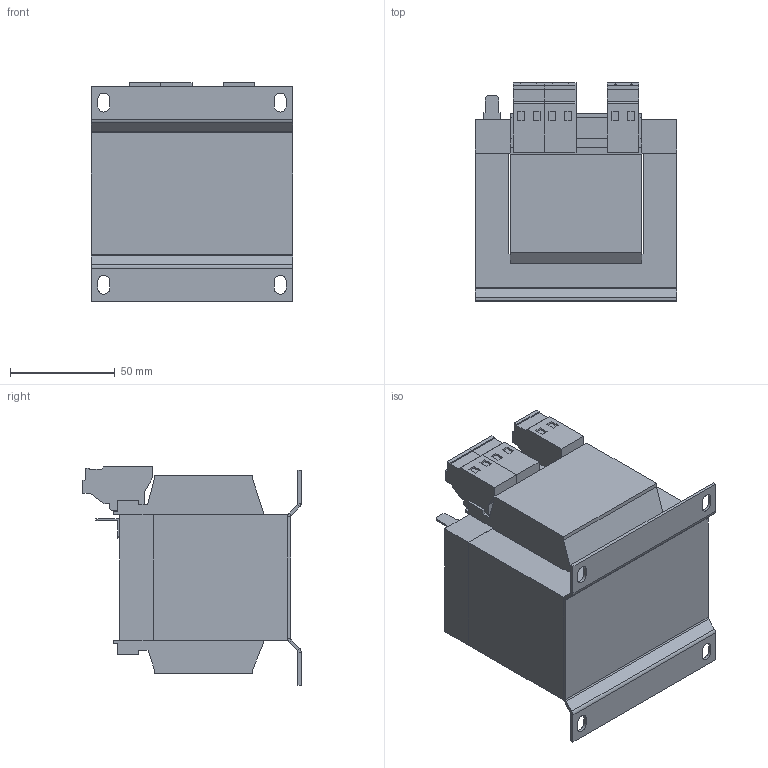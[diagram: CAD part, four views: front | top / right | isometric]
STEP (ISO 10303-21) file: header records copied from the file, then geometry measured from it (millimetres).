
FILE_DESCRIPTION (( 'STEP AP214' ), '1' );
FILE_NAME ('225782.STEP', '2020-07-01T05:50:55', ( '' ), ( '' ), 'SwSTEP 2.0', 'SolidWorks 2018', '' );
FILE_SCHEMA (( 'AUTOMOTIVE_DESIGN' ));
Length unit declared in the file: millimetre
Products named in the file (1): 225782
Bounding box: 96 x 104 x 104.05 mm (x, y, z)
Volume: 613323.8 mm3; surface area: 83477.2 mm2
Topology: 1 solids, 1 shells, 249 faces, 659 edges, 422 vertices
Faces by surface type: plane 217, cylinder 32
Entity records: 7885 total; most frequent: CARTESIAN_POINT 1331, ORIENTED_EDGE 1318, DIRECTION 1223, EDGE_CURVE 659, VECTOR 595, LINE 595, VERTEX_POINT 422, AXIS2_PLACEMENT_3D 314
